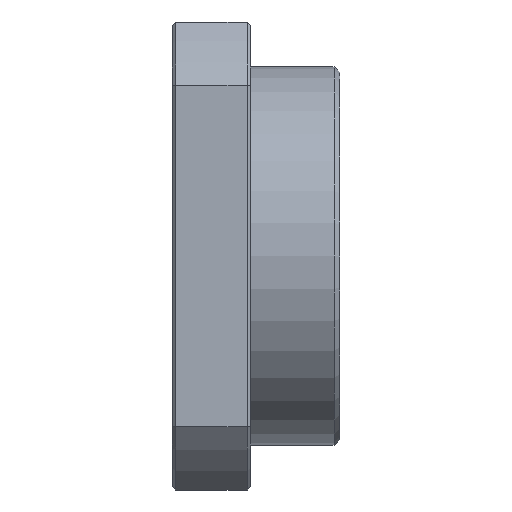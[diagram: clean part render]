
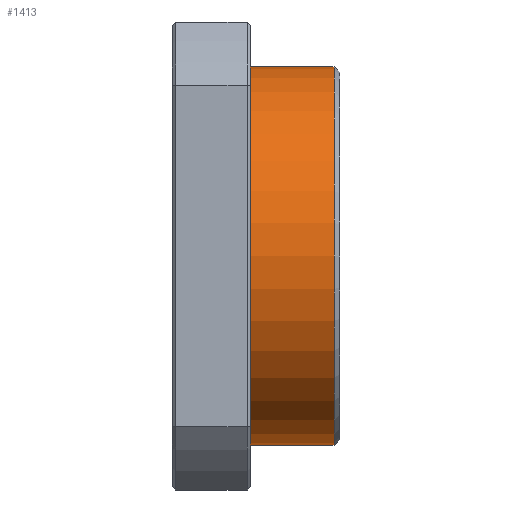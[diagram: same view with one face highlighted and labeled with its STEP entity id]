
A CAD part, front view. The second image highlights one B-rep face of the part: STEP entity #1413.
In plain terms, the highlighted cylindrical face has radius 17 mm (diameter 34 mm), a partial arc.
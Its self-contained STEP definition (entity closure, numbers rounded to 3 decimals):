
#871 = CARTESIAN_POINT ( 'NONE',  ( 14.5, 0., 17. ) ) ;
#899 = CARTESIAN_POINT ( 'NONE',  ( 14.5, 0., -17. ) ) ;
#1407 = EDGE_CURVE ( 'NONE', #4143, #4146, #2499, .T. ) ;
#1413 = ADVANCED_FACE ( 'NONE', ( #2479 ), #2477, .T. ) ;
#1414 = ORIENTED_EDGE ( 'NONE', *, *, #4142, .F. ) ;
#1416 = ORIENTED_EDGE ( 'NONE', *, *, #4123, .T. ) ;
#1417 = ORIENTED_EDGE ( 'NONE', *, *, #1407, .F. ) ;
#1445 = ORIENTED_EDGE ( 'NONE', *, *, #1446, .T. ) ;
#1446 = EDGE_CURVE ( 'NONE', #4720, #4728, #2567, .T. ) ;
#1472 = EDGE_LOOP ( 'NONE', ( #1414, #1445, #1416, #1417 ) ) ;
#2475 = CARTESIAN_POINT ( 'NONE',  ( -81.647, 0., 0. ) ) ;
#2476 = AXIS2_PLACEMENT_3D ( 'NONE', #2475, #2554, #2553 ) ;
#2477 = CYLINDRICAL_SURFACE ( 'NONE', #2476, 17. ) ;
#2479 = FACE_OUTER_BOUND ( 'NONE', #1472, .T. ) ;
#2495 = DIRECTION ( 'NONE',  ( 0., 0., 1. ) ) ;
#2496 = DIRECTION ( 'NONE',  ( -1., 0., 0. ) ) ;
#2497 = CARTESIAN_POINT ( 'NONE',  ( 7., 0., 0. ) ) ;
#2498 = AXIS2_PLACEMENT_3D ( 'NONE', #2497, #2496, #2495 ) ;
#2499 = CIRCLE ( 'NONE', #2498, 17. ) ;
#2553 = DIRECTION ( 'NONE',  ( 0., 0., 1. ) ) ;
#2554 = DIRECTION ( 'NONE',  ( -1., 0., 0. ) ) ;
#2565 = DIRECTION ( 'NONE',  ( -1., 0., 0. ) ) ;
#2566 = AXIS2_PLACEMENT_3D ( 'NONE', #2573, #2565, #2619 ) ;
#2567 = CIRCLE ( 'NONE', #2566, 17. ) ;
#2573 = CARTESIAN_POINT ( 'NONE',  ( 14.5, 0., 0. ) ) ;
#2619 = DIRECTION ( 'NONE',  ( 0., 0., 1. ) ) ;
#3902 = CARTESIAN_POINT ( 'NONE',  ( 7., 0., 17. ) ) ;
#3908 = CARTESIAN_POINT ( 'NONE',  ( 7., 0., -17. ) ) ;
#3909 = DIRECTION ( 'NONE',  ( -1., 0., 0. ) ) ;
#3910 = VECTOR ( 'NONE', #3909, 1000. ) ;
#3911 = CARTESIAN_POINT ( 'NONE',  ( -81.647, 0., -17. ) ) ;
#3912 = LINE ( 'NONE', #3911, #3910 ) ;
#3954 = DIRECTION ( 'NONE',  ( -1., 0., 0. ) ) ;
#3955 = VECTOR ( 'NONE', #3954, 1000. ) ;
#3956 = CARTESIAN_POINT ( 'NONE',  ( -81.647, 0., 17. ) ) ;
#3957 = LINE ( 'NONE', #3956, #3955 ) ;
#4123 = EDGE_CURVE ( 'NONE', #4728, #4146, #3957, .T. ) ;
#4142 = EDGE_CURVE ( 'NONE', #4720, #4143, #3912, .T. ) ;
#4143 = VERTEX_POINT ( 'NONE', #3908 ) ;
#4146 = VERTEX_POINT ( 'NONE', #3902 ) ;
#4720 = VERTEX_POINT ( 'NONE', #899 ) ;
#4728 = VERTEX_POINT ( 'NONE', #871 ) ;
